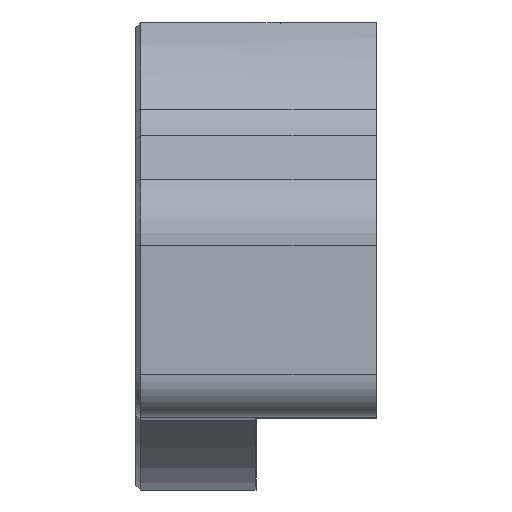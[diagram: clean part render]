
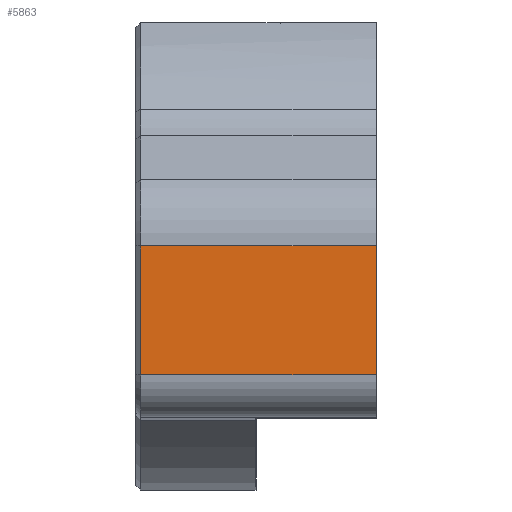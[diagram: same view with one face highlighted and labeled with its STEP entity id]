
A CAD part, left-side view. The second image highlights one B-rep face of the part: STEP entity #5863.
In plain terms, the highlighted planar face has unit normal (-1, 0, 0).
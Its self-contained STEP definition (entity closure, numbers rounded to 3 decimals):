
#349=PLANE('',#6216);
#624=FACE_OUTER_BOUND('',#981,.T.);
#981=EDGE_LOOP('',(#5400,#5401,#5402,#5403));
#1244=LINE('',#8262,#1993);
#1717=LINE('',#9286,#2466);
#1718=LINE('',#9288,#2467);
#1719=LINE('',#9289,#2468);
#1993=VECTOR('',#6577,10.);
#2466=VECTOR('',#7568,10.);
#2467=VECTOR('',#7569,10.);
#2468=VECTOR('',#7570,10.);
#2808=VERTEX_POINT('',#8194);
#2820=VERTEX_POINT('',#8258);
#3095=VERTEX_POINT('',#9285);
#3096=VERTEX_POINT('',#9287);
#3379=EDGE_CURVE('',#2820,#2808,#1244,.T.);
#3883=EDGE_CURVE('',#3095,#2820,#1717,.T.);
#3884=EDGE_CURVE('',#3096,#3095,#1718,.T.);
#3885=EDGE_CURVE('',#3096,#2808,#1719,.F.);
#5400=ORIENTED_EDGE('',*,*,#3379,.F.);
#5401=ORIENTED_EDGE('',*,*,#3883,.F.);
#5402=ORIENTED_EDGE('',*,*,#3884,.F.);
#5403=ORIENTED_EDGE('',*,*,#3885,.T.);
#5863=ADVANCED_FACE('',(#624),#349,.T.);
#6216=AXIS2_PLACEMENT_3D('',#9284,#7566,#7567);
#6577=DIRECTION('',(0.,0.,1.));
#7566=DIRECTION('center_axis',(-1.,0.,0.));
#7567=DIRECTION('ref_axis',(0.,0.,
1.));
#7568=DIRECTION('',(0.,1.,0.));
#7569=DIRECTION('',(0.,0.,-1.));
#7570=DIRECTION('',(0.,-1.,0.));
#8194=CARTESIAN_POINT('',(-34.458,48.165,57.922));
#8258=CARTESIAN_POINT('',(-34.458,48.165,47.194));
#8262=CARTESIAN_POINT('',(-34.458,48.165,58.717));
#9284=CARTESIAN_POINT('Origin',(-34.458,28.565,47.194));
#9285=CARTESIAN_POINT('',(-34.458,28.565,47.194));
#9286=CARTESIAN_POINT('',(-34.458,28.565,47.194));
#9287=CARTESIAN_POINT('',(-34.458,28.565,57.922));
#9288=CARTESIAN_POINT('',(-34.458,28.565,58.717));
#9289=CARTESIAN_POINT('',(-34.458,28.565,57.922));
